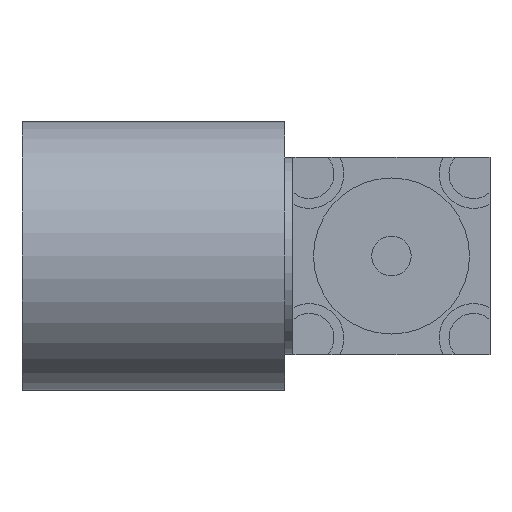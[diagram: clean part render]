
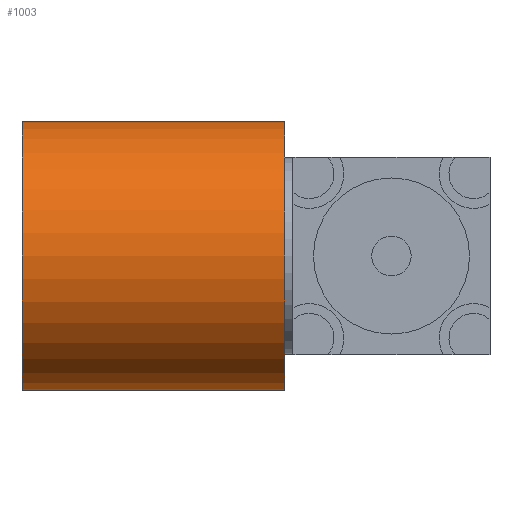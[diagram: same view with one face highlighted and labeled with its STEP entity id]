
A CAD part, front view. The second image highlights one B-rep face of the part: STEP entity #1003.
In plain terms, the highlighted cylindrical face has radius 2.083 mm (diameter 4.166 mm), a full revolution.
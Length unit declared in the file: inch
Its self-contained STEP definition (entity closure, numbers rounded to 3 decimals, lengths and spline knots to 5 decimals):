
#21 = CARTESIAN_POINT ( 'NONE',  ( 0., 0., 0.082 ) ) ;
#90 = DIRECTION ( 'NONE',  ( -1., 0., 0. ) ) ;
#100 = VERTEX_POINT ( 'NONE', #1056 ) ;
#121 = FACE_OUTER_BOUND ( 'NONE', #1032, .T. ) ;
#179 = CARTESIAN_POINT ( 'NONE',  ( 0., 0., 0. ) ) ;
#265 = CARTESIAN_POINT ( 'NONE',  ( 0.19, 0., 0. ) ) ;
#344 = CIRCLE ( 'NONE', #716, 0.082 ) ;
#347 = CIRCLE ( 'NONE', #1146, 0.082 ) ;
#379 = EDGE_LOOP ( 'NONE', ( #492 ) ) ;
#449 = DIRECTION ( 'NONE',  ( 0., 0., 1. ) ) ;
#454 = DIRECTION ( 'NONE',  ( 0., 0., 1. ) ) ;
#483 = VERTEX_POINT ( 'NONE', #21 ) ;
#492 = ORIENTED_EDGE ( 'NONE', *, *, #899, .T. ) ;
#617 = AXIS2_PLACEMENT_3D ( 'NONE', #265, #90, #449 ) ;
#624 = DIRECTION ( 'NONE',  ( -1., 0., 0. ) ) ;
#636 = DIRECTION ( 'NONE',  ( -1., 0., 0. ) ) ;
#670 = CYLINDRICAL_SURFACE ( 'NONE', #617, 0.082 ) ;
#705 = CARTESIAN_POINT ( 'NONE',  ( 0.16, 0., 0. ) ) ;
#716 = AXIS2_PLACEMENT_3D ( 'NONE', #705, #624, #1167 ) ;
#802 = FACE_OUTER_BOUND ( 'NONE', #379, .T. ) ;
#814 = ORIENTED_EDGE ( 'NONE', *, *, #989, .F. ) ;
#899 = EDGE_CURVE ( 'NONE', #100, #100, #344, .T. ) ;
#989 = EDGE_CURVE ( 'NONE', #483, #483, #347, .T. ) ;
#1003 = ADVANCED_FACE ( 'NONE', ( #121, #802 ), #670, .T. ) ;
#1032 = EDGE_LOOP ( 'NONE', ( #814 ) ) ;
#1056 = CARTESIAN_POINT ( 'NONE',  ( 0.16, 0., -0.082 ) ) ;
#1146 = AXIS2_PLACEMENT_3D ( 'NONE', #179, #636, #454 ) ;
#1167 = DIRECTION ( 'NONE',  ( 0., 0., -1. ) ) ;
